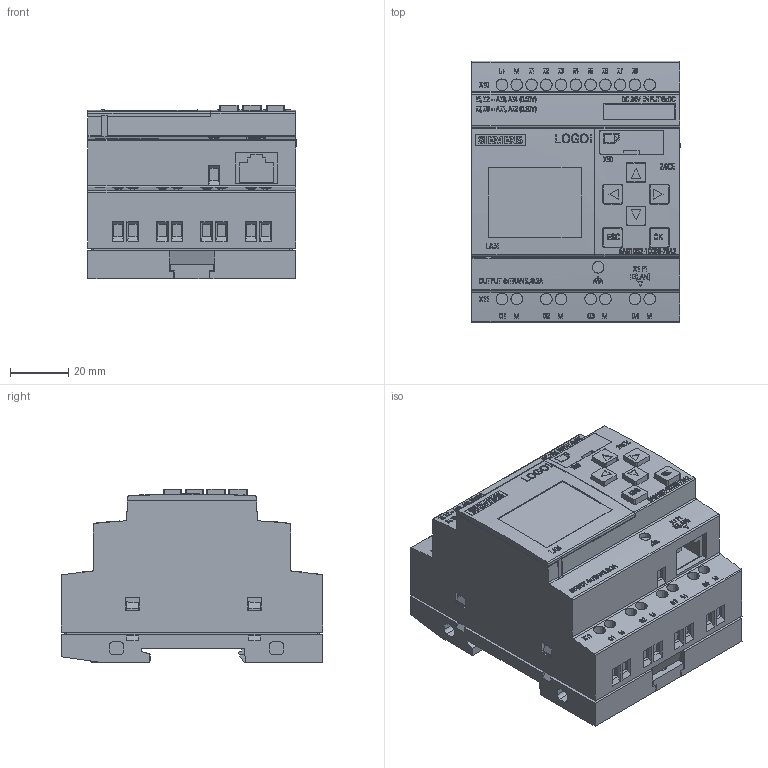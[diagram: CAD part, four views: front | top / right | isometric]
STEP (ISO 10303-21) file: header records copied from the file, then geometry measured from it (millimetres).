
FILE_DESCRIPTION(/* description */ (''),/* implementation_level */ '2;1');
FILE_NAME(/* name */ '6AG1052-1CC08-7BA2_3d.stp',/* time_stamp */ '2024-12-16T03:04:36+01:00',/* author */ (''),/* organization */ (''),/* preprocessor_version */ 'ST-DEVELOPER v18.102',/* originating_system */ 'SIEMENS PLM Software NX 2023',/* authorisation */ '');
FILE_SCHEMA (('AUTOMOTIVE_DESIGN { 1 0 10303 214 3 1 1 1 }'));
Products named in the file (4): A5E54265757A_RS-AA_001_1-Labeling; A5E35212843A_RS-AA_003_2-Cover_connector; A5E35094006A_RS-AA_004_2-Housing; A5E54265726A_RS-AA_001_1-CAx_6AG10521CC087BA2
Assembly tree (3 placements, depth 2):
  A5E54265726A_RS-AA_001_1-CAx_6AG10521CC087BA2
    A5E35094006A_RS-AA_004_2-Housing
    A5E35212843A_RS-AA_003_2-Cover_connector
    A5E54265757A_RS-AA_001_1-Labeling
Bounding box: 71.6 x 90 x 59.8 mm (x, y, z)
Volume: 294151.8 mm3; surface area: 40769 mm2
Topology: 173 solids, 173 shells, 2826 faces, 7062 edges, 4677 vertices
Faces by surface type: plane 1876, extrusion 530, cylinder 420
Full cylindrical faces by diameter (mm): 4.3 x2, 5.1 x1
Entity records: 128152 total; most frequent: CARTESIAN_POINT 41564, ORIENTED_EDGE 14112, DIRECTION 12551, EDGE_CURVE 7056, VERTEX_POINT 4674, VECTOR 4653, LINE 4123, AXIS2_PLACEMENT_3D 3949
